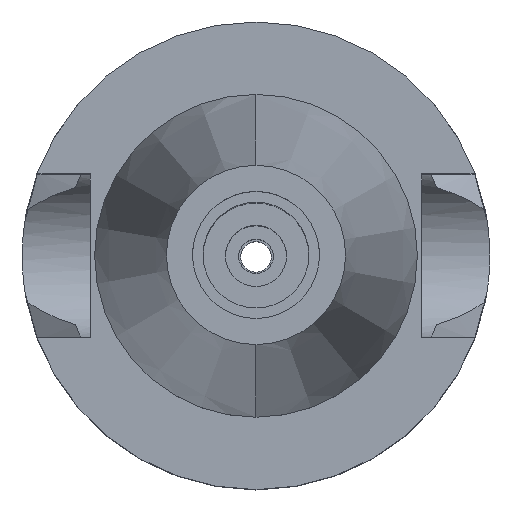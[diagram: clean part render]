
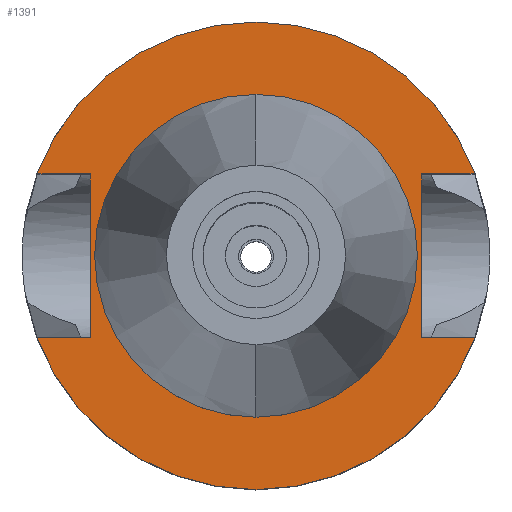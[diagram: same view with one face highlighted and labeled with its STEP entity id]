
A CAD part, top view. The second image highlights one B-rep face of the part: STEP entity #1391.
In plain terms, the highlighted planar face has unit normal (0, 0, 1).
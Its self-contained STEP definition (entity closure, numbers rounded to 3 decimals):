
#121=DIRECTION('',(0.,1.,0.));
#122=VECTOR('',#121,16.1);
#123=CARTESIAN_POINT('',(-16.3,-8.05,-1.));
#124=LINE('',#123,#122);
#128=DIRECTION('',(-1.,0.,0.));
#129=VECTOR('',#128,5.245);
#130=CARTESIAN_POINT('',(-16.3,8.05,-1.));
#131=LINE('',#130,#129);
#135=CARTESIAN_POINT('',(0.,0.,-1.));
#136=DIRECTION('',(0.,0.,-1.));
#137=DIRECTION('',(-0.937,0.35,0.));
#138=AXIS2_PLACEMENT_3D('',#135,#136,#137);
#143=CARTESIAN_POINT('',(0.,0.,-1.));
#144=DIRECTION('',(0.,0.,-1.));
#145=DIRECTION('',(0.,1.,0.));
#146=AXIS2_PLACEMENT_3D('',#143,#144,#145);
#151=DIRECTION('',(0.,-1.,0.));
#152=VECTOR('',#151,16.1);
#153=CARTESIAN_POINT('',(16.3,8.05,-1.));
#154=LINE('',#153,#152);
#158=DIRECTION('',(1.,0.,0.));
#159=VECTOR('',#158,5.245);
#160=CARTESIAN_POINT('',(16.3,-8.05,-1.));
#161=LINE('',#160,#159);
#165=CARTESIAN_POINT('',(0.,0.,-1.));
#166=DIRECTION('',(0.,0.,-1.));
#167=DIRECTION('',(0.937,-0.35,0.));
#168=AXIS2_PLACEMENT_3D('',#165,#166,#167);
#173=CARTESIAN_POINT('',(0.,0.,-1.));
#174=DIRECTION('',(0.,0.,-1.));
#175=DIRECTION('',(0.,-1.,0.));
#176=AXIS2_PLACEMENT_3D('',#173,#174,#175);
#181=CARTESIAN_POINT('',(0.,0.,-1.));
#182=DIRECTION('',(0.,0.,1.));
#183=DIRECTION('',(0.,-1.,0.));
#184=AXIS2_PLACEMENT_3D('',#181,#182,#183);
#189=CARTESIAN_POINT('',(0.,0.,-1.));
#190=DIRECTION('',(0.,0.,1.));
#191=DIRECTION('',(0.,1.,0.));
#192=AXIS2_PLACEMENT_3D('',#189,#190,#191);
#237=DIRECTION('',(-1.,0.,0.));
#238=VECTOR('',#237,5.245);
#239=CARTESIAN_POINT('',(-16.3,-8.05,-1.));
#240=LINE('',#239,#238);
#360=DIRECTION('',(1.,0.,0.));
#361=VECTOR('',#360,5.245);
#362=CARTESIAN_POINT('',(16.3,8.05,-1.));
#363=LINE('',#362,#361);
#1258=CARTESIAN_POINT('',(-16.3,-8.05,-1.));
#1259=VERTEX_POINT('',#1258);
#1260=CARTESIAN_POINT('',(-21.545,-8.05,-1.));
#1261=VERTEX_POINT('',#1260);
#1262=CARTESIAN_POINT('',(-16.3,8.05,-1.));
#1263=VERTEX_POINT('',#1262);
#1264=CARTESIAN_POINT('',(-21.545,8.05,-1.));
#1265=VERTEX_POINT('',#1264);
#1266=CARTESIAN_POINT('',(0.,23.,-1.));
#1267=CARTESIAN_POINT('',(21.545,8.05,-1.));
#1268=VERTEX_POINT('',#1266);
#1269=VERTEX_POINT('',#1267);
#1270=CARTESIAN_POINT('',(16.3,8.05,-1.));
#1271=VERTEX_POINT('',#1270);
#1272=CARTESIAN_POINT('',(16.3,-8.05,-1.));
#1273=VERTEX_POINT('',#1272);
#1274=CARTESIAN_POINT('',(21.545,-8.05,-1.));
#1275=VERTEX_POINT('',#1274);
#1276=CARTESIAN_POINT('',(0.,-23.,-1.));
#1277=VERTEX_POINT('',#1276);
#1278=CARTESIAN_POINT('',(0.,-15.875,-1.));
#1279=CARTESIAN_POINT('',(0.,15.875,-1.));
#1280=VERTEX_POINT('',#1278);
#1281=VERTEX_POINT('',#1279);
#1360=CARTESIAN_POINT('',(0.,0.,-1.));
#1361=DIRECTION('',(0.,0.,-1.));
#1362=DIRECTION('',(0.,-1.,0.));
#1363=AXIS2_PLACEMENT_3D('',#1360,#1361,#1362);
#1364=PLANE('',#1363);
#1366=ORIENTED_EDGE('',*,*,#1365,.T.);
#1368=ORIENTED_EDGE('',*,*,#1367,.T.);
#1370=ORIENTED_EDGE('',*,*,#1369,.T.);
#1372=ORIENTED_EDGE('',*,*,#1371,.T.);
#1374=ORIENTED_EDGE('',*,*,#1373,.F.);
#1376=ORIENTED_EDGE('',*,*,#1375,.T.);
#1378=ORIENTED_EDGE('',*,*,#1377,.T.);
#1380=ORIENTED_EDGE('',*,*,#1379,.T.);
#1382=ORIENTED_EDGE('',*,*,#1381,.T.);
#1384=ORIENTED_EDGE('',*,*,#1383,.F.);
#1385=EDGE_LOOP('',(#1366,#1368,#1370,#1372,#1374,#1376,#1378,#1380,#1382,
#1384));
#1386=FACE_OUTER_BOUND('',#1385,.F.);
#1387=ORIENTED_EDGE('',*,*,#1339,.T.);
#1388=ORIENTED_EDGE('',*,*,#1355,.T.);
#1389=EDGE_LOOP('',(#1387,#1388));
#1390=FACE_BOUND('',#1389,.F.);
#139=CIRCLE('',#138,23.);
#147=CIRCLE('',#146,23.);
#169=CIRCLE('',#168,23.);
#177=CIRCLE('',#176,23.);
#185=CIRCLE('',#184,15.875);
#193=CIRCLE('',#192,15.875);
#1339=EDGE_CURVE('',#1280,#1281,#185,.T.);
#1355=EDGE_CURVE('',#1281,#1280,#193,.T.);
#1365=EDGE_CURVE('',#1259,#1263,#124,.T.);
#1367=EDGE_CURVE('',#1263,#1265,#131,.T.);
#1369=EDGE_CURVE('',#1265,#1268,#139,.T.);
#1371=EDGE_CURVE('',#1268,#1269,#147,.T.);
#1373=EDGE_CURVE('',#1271,#1269,#363,.T.);
#1375=EDGE_CURVE('',#1271,#1273,#154,.T.);
#1377=EDGE_CURVE('',#1273,#1275,#161,.T.);
#1379=EDGE_CURVE('',#1275,#1277,#169,.T.);
#1381=EDGE_CURVE('',#1277,#1261,#177,.T.);
#1383=EDGE_CURVE('',#1259,#1261,#240,.T.);
#1391=ADVANCED_FACE('',(#1386,#1390),#1364,.F.);
